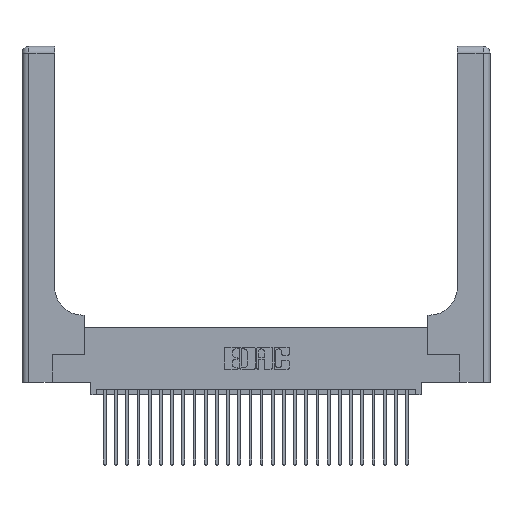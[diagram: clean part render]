
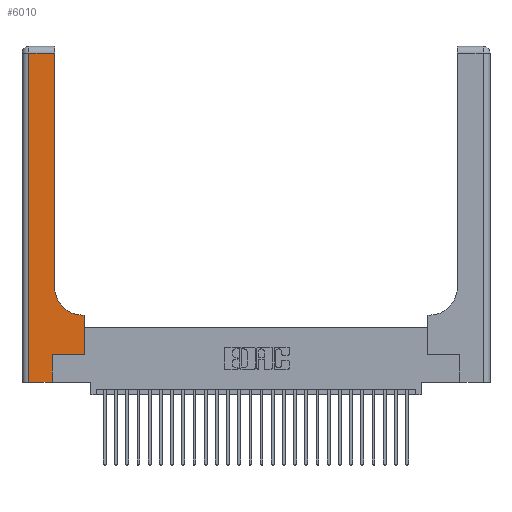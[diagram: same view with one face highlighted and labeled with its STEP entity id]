
A CAD part, top view. The second image highlights one B-rep face of the part: STEP entity #6010.
In plain terms, the highlighted planar face has unit normal (0, 0, 1).
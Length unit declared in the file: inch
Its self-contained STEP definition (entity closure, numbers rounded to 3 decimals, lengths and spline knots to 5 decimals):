
#47 = ORIENTED_EDGE ( 'NONE', *, *, #11862, .T. ) ;
#952 = LINE ( 'NONE', #14148, #18356 ) ;
#2591 = CARTESIAN_POINT ( 'NONE',  ( 0., 2.94, 0.37 ) ) ;
#2923 = ORIENTED_EDGE ( 'NONE', *, *, #28262, .T. ) ;
#3279 = ORIENTED_EDGE ( 'NONE', *, *, #20396, .T. ) ;
#3464 = CARTESIAN_POINT ( 'NONE',  ( 0., 0., 0.37 ) ) ;
#3643 = ORIENTED_EDGE ( 'NONE', *, *, #22944, .T. ) ;
#3883 = VERTEX_POINT ( 'NONE', #4874 ) ;
#4123 = CARTESIAN_POINT ( 'NONE',  ( 0., 3., 0.37 ) ) ;
#4500 = EDGE_CURVE ( 'NONE', #20735, #17726, #17667, .T. ) ;
#4532 = AXIS2_PLACEMENT_3D ( 'NONE', #5857, #21616, #8186 ) ;
#4874 = CARTESIAN_POINT ( 'NONE',  ( 0.06, 2.94, 0.37 ) ) ;
#5363 = CARTESIAN_POINT ( 'NONE',  ( 0.269, 0.25, 0.37 ) ) ;
#5857 = CARTESIAN_POINT ( 'NONE',  ( 0.5415, 0.85, 0.37 ) ) ;
#6010 = ADVANCED_FACE ( 'NONE', ( #16227 ), #23425, .F. ) ;
#6477 = LINE ( 'NONE', #2591, #19201 ) ;
#6742 = CARTESIAN_POINT ( 'NONE',  ( 0.5585, 0.6, 0.37 ) ) ;
#7630 = EDGE_CURVE ( 'NONE', #3883, #16789, #11911, .T. ) ;
#8059 = CIRCLE ( 'NONE', #4532, 0.25 ) ;
#8186 = DIRECTION ( 'NONE',  ( 1., 0., 0. ) ) ;
#8451 = CARTESIAN_POINT ( 'NONE',  ( 0.269, 0., 0.37 ) ) ;
#8726 = CARTESIAN_POINT ( 'NONE',  ( 0.2915, 0.6, 0.37 ) ) ;
#8785 = DIRECTION ( 'NONE',  ( 0., 0., -1. ) ) ;
#9602 = CARTESIAN_POINT ( 'NONE',  ( 0.2915, 3., 0.37 ) ) ;
#9956 = DIRECTION ( 'NONE',  ( 0., 1., 0. ) ) ;
#10635 = LINE ( 'NONE', #3464, #29129 ) ;
#11713 = VECTOR ( 'NONE', #27504, 39.37008 ) ;
#11819 = VECTOR ( 'NONE', #25221, 39.37008 ) ;
#11862 = EDGE_CURVE ( 'NONE', #27935, #13275, #19580, .T. ) ;
#11911 = LINE ( 'NONE', #25488, #24499 ) ;
#12597 = EDGE_CURVE ( 'NONE', #17726, #3883, #6477, .T. ) ;
#13275 = VERTEX_POINT ( 'NONE', #5363 ) ;
#13794 = ORIENTED_EDGE ( 'NONE', *, *, #16217, .T. ) ;
#13991 = CARTESIAN_POINT ( 'NONE',  ( 0.269, 0.25, 0.37 ) ) ;
#14148 = CARTESIAN_POINT ( 'NONE',  ( 0.5585, 0.25, 0.37 ) ) ;
#14328 = AXIS2_PLACEMENT_3D ( 'NONE', #4123, #8785, #24468 ) ;
#14381 = VECTOR ( 'NONE', #9956, 39.37008 ) ;
#14720 = LINE ( 'NONE', #8726, #20631 ) ;
#15459 = EDGE_LOOP ( 'NONE', ( #19208, #18651, #21228, #13794, #47, #2923, #3279, #3643, #23813 ) ) ;
#15554 = VERTEX_POINT ( 'NONE', #27946 ) ;
#16217 = EDGE_CURVE ( 'NONE', #16789, #27935, #10635, .T. ) ;
#16227 = FACE_OUTER_BOUND ( 'NONE', #15459, .T. ) ;
#16393 = DIRECTION ( 'NONE',  ( 0., 1., 0. ) ) ;
#16789 = VERTEX_POINT ( 'NONE', #23595 ) ;
#17667 = LINE ( 'NONE', #9602, #11713 ) ;
#17726 = VERTEX_POINT ( 'NONE', #18190 ) ;
#18062 = CARTESIAN_POINT ( 'NONE',  ( 0.5585, 0.25, 0.37 ) ) ;
#18190 = CARTESIAN_POINT ( 'NONE',  ( 0.2915, 2.94, 0.37 ) ) ;
#18285 = VERTEX_POINT ( 'NONE', #18062 ) ;
#18356 = VECTOR ( 'NONE', #16393, 39.37008 ) ;
#18454 = DIRECTION ( 'NONE',  ( -1., 0., 0. ) ) ;
#18480 = LINE ( 'NONE', #13991, #11819 ) ;
#18651 = ORIENTED_EDGE ( 'NONE', *, *, #12597, .T. ) ;
#18923 = DIRECTION ( 'NONE',  ( 0., -1., 0. ) ) ;
#19201 = VECTOR ( 'NONE', #18454, 39.37008 ) ;
#19208 = ORIENTED_EDGE ( 'NONE', *, *, #4500, .T. ) ;
#19310 = DIRECTION ( 'NONE',  ( 1., 0., 0. ) ) ;
#19580 = LINE ( 'NONE', #27851, #14381 ) ;
#20396 = EDGE_CURVE ( 'NONE', #18285, #24286, #952, .T. ) ;
#20631 = VECTOR ( 'NONE', #22149, 39.37008 ) ;
#20735 = VERTEX_POINT ( 'NONE', #26986 ) ;
#21228 = ORIENTED_EDGE ( 'NONE', *, *, #7630, .T. ) ;
#21616 = DIRECTION ( 'NONE',  ( 0., 0., -1. ) ) ;
#22149 = DIRECTION ( 'NONE',  ( -1., 0., 0. ) ) ;
#22944 = EDGE_CURVE ( 'NONE', #24286, #15554, #14720, .T. ) ;
#23425 = PLANE ( 'NONE',  #14328 ) ;
#23595 = CARTESIAN_POINT ( 'NONE',  ( 0.06, 0., 0.37 ) ) ;
#23813 = ORIENTED_EDGE ( 'NONE', *, *, #25865, .T. ) ;
#24286 = VERTEX_POINT ( 'NONE', #6742 ) ;
#24468 = DIRECTION ( 'NONE',  ( -1., 0., 0. ) ) ;
#24499 = VECTOR ( 'NONE', #18923, 39.37008 ) ;
#25221 = DIRECTION ( 'NONE',  ( 1., 0., 0. ) ) ;
#25488 = CARTESIAN_POINT ( 'NONE',  ( 0.06, 3., 0.37 ) ) ;
#25865 = EDGE_CURVE ( 'NONE', #15554, #20735, #8059, .T. ) ;
#26986 = CARTESIAN_POINT ( 'NONE',  ( 0.2915, 0.85, 0.37 ) ) ;
#27504 = DIRECTION ( 'NONE',  ( 0., 1., 0. ) ) ;
#27851 = CARTESIAN_POINT ( 'NONE',  ( 0.269, 0., 0.37 ) ) ;
#27935 = VERTEX_POINT ( 'NONE', #8451 ) ;
#27946 = CARTESIAN_POINT ( 'NONE',  ( 0.5415, 0.6, 0.37 ) ) ;
#28262 = EDGE_CURVE ( 'NONE', #13275, #18285, #18480, .T. ) ;
#29129 = VECTOR ( 'NONE', #19310, 39.37008 ) ;
